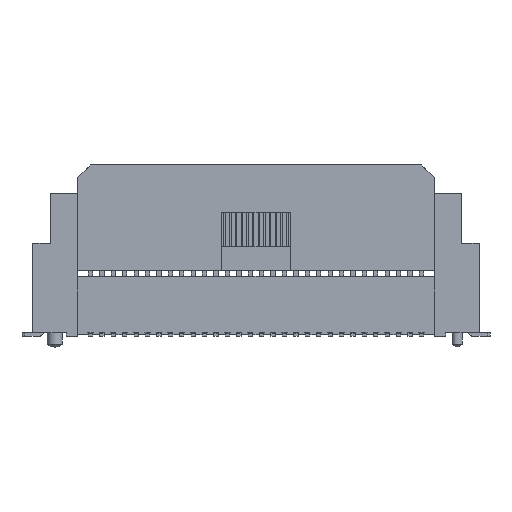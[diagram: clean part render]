
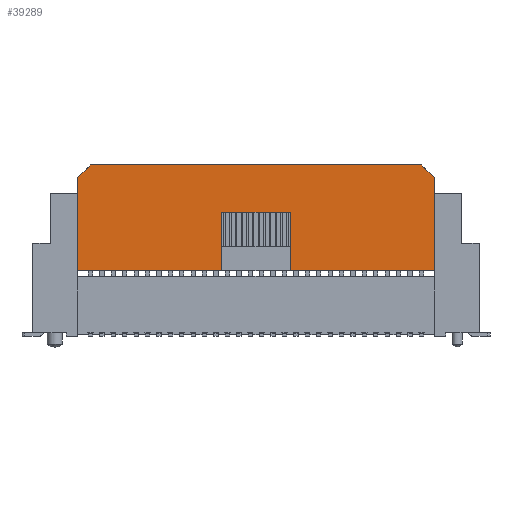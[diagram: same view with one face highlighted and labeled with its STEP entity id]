
A CAD part, top view. The second image highlights one B-rep face of the part: STEP entity #39289.
In plain terms, the highlighted planar face has unit normal (0, 0, 1).
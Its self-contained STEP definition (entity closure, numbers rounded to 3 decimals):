
#1145=DIRECTION('',(0.707,-0.707,0.));
#1146=VECTOR('',#1145,1.273);
#1147=CARTESIAN_POINT('',(11.6,12.,2.9));
#1148=LINE('',#1147,#1146);
#1149=DIRECTION('',(0.,-1.,0.));
#1150=VECTOR('',#1149,5.4);
#1151=CARTESIAN_POINT('',(12.5,10.,2.9));
#1152=LINE('',#1151,#1150);
#1153=DIRECTION('',(-1.,0.,0.));
#1154=VECTOR('',#1153,10.1);
#1155=CARTESIAN_POINT('',(12.5,4.6,2.9));
#1156=LINE('',#1155,#1154);
#1157=DIRECTION('',(-1.,0.,0.));
#1158=VECTOR('',#1157,10.1);
#1159=CARTESIAN_POINT('',(-2.4,4.6,2.9));
#1160=LINE('',#1159,#1158);
#1161=DIRECTION('',(0.,1.,0.));
#1162=VECTOR('',#1161,5.4);
#1163=CARTESIAN_POINT('',(-12.5,4.6,2.9));
#1164=LINE('',#1163,#1162);
#1165=DIRECTION('',(0.707,0.707,0.));
#1166=VECTOR('',#1165,1.273);
#1167=CARTESIAN_POINT('',(-12.5,11.1,2.9));
#1168=LINE('',#1167,#1166);
#1169=DIRECTION('',(1.,0.,0.));
#1170=VECTOR('',#1169,23.2);
#1171=CARTESIAN_POINT('',(-11.6,12.,2.9));
#1172=LINE('',#1171,#1170);
#1181=DIRECTION('',(0.,-1.,0.));
#1182=VECTOR('',#1181,1.1);
#1183=CARTESIAN_POINT('',(-12.5,11.1,2.9));
#1184=LINE('',#1183,#1182);
#1821=DIRECTION('',(0.,1.,0.));
#1822=VECTOR('',#1821,4.1);
#1823=CARTESIAN_POINT('',(-2.4,4.6,2.9));
#1824=LINE('',#1823,#1822);
#1833=DIRECTION('',(1.,0.,0.));
#1834=VECTOR('',#1833,4.8);
#1835=CARTESIAN_POINT('',(-2.4,8.7,2.9));
#1836=LINE('',#1835,#1834);
#1845=DIRECTION('',(0.,-1.,0.));
#1846=VECTOR('',#1845,4.1);
#1847=CARTESIAN_POINT('',(2.4,8.7,2.9));
#1848=LINE('',#1847,#1846);
#26525=DIRECTION('',(0.,-1.,0.));
#26526=VECTOR('',#26525,1.1);
#26527=CARTESIAN_POINT('',(12.5,11.1,2.9));
#26528=LINE('',#26527,#26526);
#31081=CARTESIAN_POINT('',(-12.5,4.6,2.9));
#31082=VERTEX_POINT('',#31081);
#31083=CARTESIAN_POINT('',(-12.5,10.,2.9));
#31084=VERTEX_POINT('',#31083);
#32463=CARTESIAN_POINT('',(12.5,4.6,2.9));
#32464=VERTEX_POINT('',#32463);
#32465=CARTESIAN_POINT('',(2.4,4.6,2.9));
#32466=VERTEX_POINT('',#32465);
#32471=CARTESIAN_POINT('',(-2.4,4.6,2.9));
#32472=VERTEX_POINT('',#32471);
#34301=CARTESIAN_POINT('',(12.5,10.,2.9));
#34302=VERTEX_POINT('',#34301);
#34309=CARTESIAN_POINT('',(-11.6,12.,2.9));
#34310=CARTESIAN_POINT('',(11.6,12.,2.9));
#34311=VERTEX_POINT('',#34309);
#34312=VERTEX_POINT('',#34310);
#34313=CARTESIAN_POINT('',(-12.5,11.1,2.9));
#34314=VERTEX_POINT('',#34313);
#34315=CARTESIAN_POINT('',(-2.4,8.7,2.9));
#34316=VERTEX_POINT('',#34315);
#34317=CARTESIAN_POINT('',(2.4,8.7,2.9));
#34318=VERTEX_POINT('',#34317);
#34319=CARTESIAN_POINT('',(12.5,11.1,2.9));
#34320=VERTEX_POINT('',#34319);
#39262=CARTESIAN_POINT('',(0.,8.3,2.9));
#39263=DIRECTION('',(0.,0.,1.));
#39264=DIRECTION('',(-1.,0.,0.));
#39265=AXIS2_PLACEMENT_3D('',#39262,#39263,#39264);
#39266=PLANE('',#39265);
#39268=ORIENTED_EDGE('',*,*,#39267,.T.);
#39270=ORIENTED_EDGE('',*,*,#39269,.T.);
#39272=ORIENTED_EDGE('',*,*,#39271,.T.);
#39273=ORIENTED_EDGE('',*,*,#38377,.T.);
#39274=ORIENTED_EDGE('',*,*,#38416,.T.);
#39276=ORIENTED_EDGE('',*,*,#39275,.F.);
#39278=ORIENTED_EDGE('',*,*,#39277,.F.);
#39280=ORIENTED_EDGE('',*,*,#39279,.F.);
#39281=ORIENTED_EDGE('',*,*,#38408,.T.);
#39282=ORIENTED_EDGE('',*,*,#37299,.T.);
#39284=ORIENTED_EDGE('',*,*,#39283,.F.);
#39286=ORIENTED_EDGE('',*,*,#39285,.T.);
#39287=EDGE_LOOP('',(#39268,#39270,#39272,#39273,#39274,#39276,#39278,#39280,
#39281,#39282,#39284,#39286));
#39288=FACE_OUTER_BOUND('',#39287,.F.);
#39289=ADVANCED_FACE('',(#39288),#39266,.T.);
#37299=EDGE_CURVE('',#31082,#31084,#1164,.T.);
#38377=EDGE_CURVE('',#34302,#32464,#1152,.T.);
#38408=EDGE_CURVE('',#32472,#31082,#1160,.T.);
#38416=EDGE_CURVE('',#32464,#32466,#1156,.T.);
#39267=EDGE_CURVE('',#34311,#34312,#1172,.T.);
#39269=EDGE_CURVE('',#34312,#34320,#1148,.T.);
#39271=EDGE_CURVE('',#34320,#34302,#26528,.T.);
#39275=EDGE_CURVE('',#34318,#32466,#1848,.T.);
#39277=EDGE_CURVE('',#34316,#34318,#1836,.T.);
#39279=EDGE_CURVE('',#32472,#34316,#1824,.T.);
#39283=EDGE_CURVE('',#34314,#31084,#1184,.T.);
#39285=EDGE_CURVE('',#34314,#34311,#1168,.T.);
